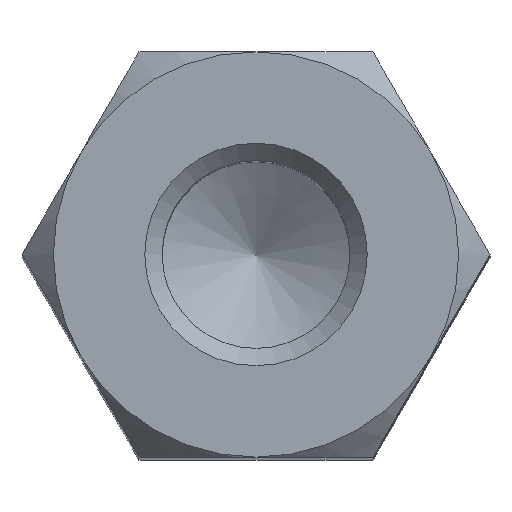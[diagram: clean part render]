
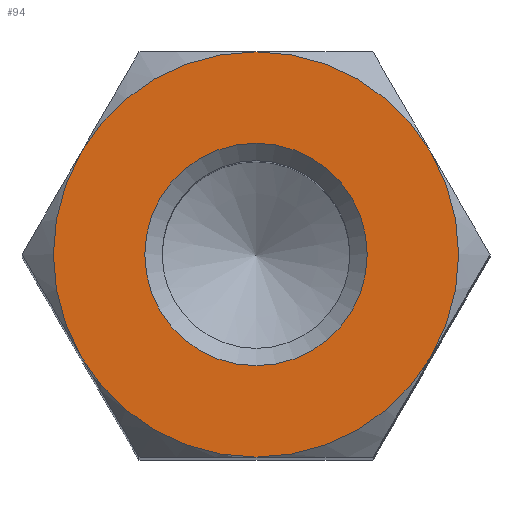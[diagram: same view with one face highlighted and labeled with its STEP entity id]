
A CAD part, top view. The second image highlights one B-rep face of the part: STEP entity #94.
In plain terms, the highlighted planar face has unit normal (0, 0, 1).
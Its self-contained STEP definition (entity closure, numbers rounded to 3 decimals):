
#94 = ADVANCED_FACE( '', ( #194, #195 ), #196, .T. );
#194 = FACE_BOUND( '', #295, .T. );
#195 = FACE_OUTER_BOUND( '', #296, .T. );
#196 = PLANE( '', #297 );
#295 = EDGE_LOOP( '', ( #480 ) );
#296 = EDGE_LOOP( '', ( #481, #482, #483, #484, #485, #486 ) );
#297 = AXIS2_PLACEMENT_3D( '', #487, #488, #489 );
#480 = ORIENTED_EDGE( '', *, *, #539, .T. );
#481 = ORIENTED_EDGE( '', *, *, #604, .F. );
#482 = ORIENTED_EDGE( '', *, *, #605, .F. );
#483 = ORIENTED_EDGE( '', *, *, #584, .F. );
#484 = ORIENTED_EDGE( '', *, *, #545, .T. );
#485 = ORIENTED_EDGE( '', *, *, #602, .F. );
#486 = ORIENTED_EDGE( '', *, *, #587, .F. );
#487 = CARTESIAN_POINT( '', ( 0., 0., 15. ) );
#488 = DIRECTION( '', ( 0., 0., 1. ) );
#489 = DIRECTION( '', ( 1., 0., 0. ) );
#539 = EDGE_CURVE( '', #622, #622, #623, .T. );
#545 = EDGE_CURVE( '', #632, #633, #634, .T. );
#584 = EDGE_CURVE( '', #632, #674, #693, .F. );
#587 = EDGE_CURVE( '', #651, #696, #697, .F. );
#602 = EDGE_CURVE( '', #696, #633, #713, .F. );
#604 = EDGE_CURVE( '', #641, #651, #715, .F. );
#605 = EDGE_CURVE( '', #674, #641, #716, .F. );
#622 = VERTEX_POINT( '', #732 );
#623 = CIRCLE( '', #733, 1.921 );
#632 = VERTEX_POINT( '', #754 );
#633 = VERTEX_POINT( '', #755 );
#634 = CIRCLE( '', #756, 3.5 );
#641 = VERTEX_POINT( '', #776 );
#651 = VERTEX_POINT( '', #811 );
#674 = VERTEX_POINT( '', #864 );
#693 = CIRCLE( '', #923, 3.5 );
#696 = VERTEX_POINT( '', #933 );
#697 = CIRCLE( '', #934, 3.5 );
#713 = CIRCLE( '', #981, 3.5 );
#715 = CIRCLE( '', #983, 3.5 );
#716 = CIRCLE( '', #984, 3.5 );
#732 = CARTESIAN_POINT( '', ( 0., 1.921, 15. ) );
#733 = AXIS2_PLACEMENT_3D( '', #1001, #1002, #1003 );
#754 = CARTESIAN_POINT( '', ( 0., 3.5, 15. ) );
#755 = CARTESIAN_POINT( '', ( -3.031, 1.75, 15. ) );
#756 = AXIS2_PLACEMENT_3D( '', #1007, #1008, #1009 );
#776 = CARTESIAN_POINT( '', ( 3.031, -1.75, 15. ) );
#811 = CARTESIAN_POINT( '', ( 0., -3.5, 15. ) );
#864 = CARTESIAN_POINT( '', ( 3.031, 1.75, 15. ) );
#923 = AXIS2_PLACEMENT_3D( '', #1031, #1032, #1033 );
#933 = CARTESIAN_POINT( '', ( -3.031, -1.75, 15. ) );
#934 = AXIS2_PLACEMENT_3D( '', #1034, #1035, #1036 );
#981 = AXIS2_PLACEMENT_3D( '', #1046, #1047, #1048 );
#983 = AXIS2_PLACEMENT_3D( '', #1049, #1050, #1051 );
#984 = AXIS2_PLACEMENT_3D( '', #1052, #1053, #1054 );
#1001 = CARTESIAN_POINT( '', ( 0., 0., 15. ) );
#1002 = DIRECTION( '', ( 0., 0., -1. ) );
#1003 = DIRECTION( '', ( 0., 1., 0. ) );
#1007 = CARTESIAN_POINT( '', ( 0., 0., 15. ) );
#1008 = DIRECTION( '', ( 0., 0., 1. ) );
#1009 = DIRECTION( '', ( 1., 0., 0. ) );
#1031 = CARTESIAN_POINT( '', ( 0., 0., 15. ) );
#1032 = DIRECTION( '', ( 0., 0., 1. ) );
#1033 = DIRECTION( '', ( 1., 0., 0. ) );
#1034 = CARTESIAN_POINT( '', ( 0., 0., 15. ) );
#1035 = DIRECTION( '', ( 0., 0., 1. ) );
#1036 = DIRECTION( '', ( 1., 0., 0. ) );
#1046 = CARTESIAN_POINT( '', ( 0., 0., 15. ) );
#1047 = DIRECTION( '', ( 0., 0., 1. ) );
#1048 = DIRECTION( '', ( 1., 0., 0. ) );
#1049 = CARTESIAN_POINT( '', ( 0., 0., 15. ) );
#1050 = DIRECTION( '', ( 0., 0., 1. ) );
#1051 = DIRECTION( '', ( 1., 0., 0. ) );
#1052 = CARTESIAN_POINT( '', ( 0., 0., 15. ) );
#1053 = DIRECTION( '', ( 0., 0., 1. ) );
#1054 = DIRECTION( '', ( 1., 0., 0. ) );
